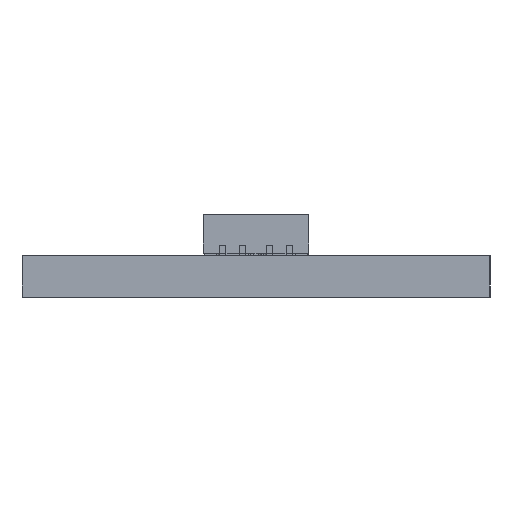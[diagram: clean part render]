
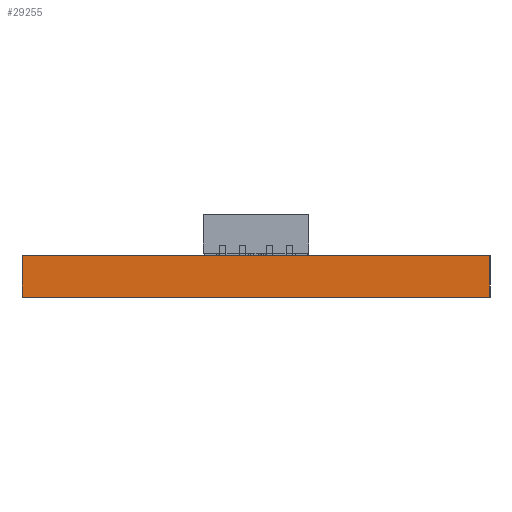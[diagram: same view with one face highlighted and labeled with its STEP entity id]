
A CAD part, left-side view. The second image highlights one B-rep face of the part: STEP entity #29255.
In plain terms, the highlighted planar face has unit normal (-1, 0, 0).
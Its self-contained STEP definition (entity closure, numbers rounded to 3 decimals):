
#1395 = PLANE ( 'NONE',  #18279 ) ;
#1592 = CARTESIAN_POINT ( 'NONE',  ( 0., 0., 1.575 ) ) ;
#2135 = EDGE_CURVE ( 'NONE', #9976, #6737, #2808, .T. ) ;
#2367 = DIRECTION ( 'NONE',  ( 0., 0., -1. ) ) ;
#2808 = LINE ( 'NONE', #8955, #23892 ) ;
#4628 = CARTESIAN_POINT ( 'NONE',  ( 0., 0., 0. ) ) ;
#4723 = VERTEX_POINT ( 'NONE', #34939 ) ;
#5429 = CARTESIAN_POINT ( 'NONE',  ( 0., 0., 1.575 ) ) ;
#6737 = VERTEX_POINT ( 'NONE', #4628 ) ;
#8950 = CARTESIAN_POINT ( 'NONE',  ( 0., 0., 1.575 ) ) ;
#8955 = CARTESIAN_POINT ( 'NONE',  ( 0., 0., 0. ) ) ;
#9150 = DIRECTION ( 'NONE',  ( 0., -1., 0. ) ) ;
#9976 = VERTEX_POINT ( 'NONE', #19884 ) ;
#12149 = LINE ( 'NONE', #39938, #22507 ) ;
#14665 = LINE ( 'NONE', #5429, #23743 ) ;
#17408 = EDGE_CURVE ( 'NONE', #37658, #4723, #40430, .T. ) ;
#18279 = AXIS2_PLACEMENT_3D ( 'NONE', #1592, #26454, #26662 ) ;
#18318 = DIRECTION ( 'NONE',  ( 0., 0., -1. ) ) ;
#19884 = CARTESIAN_POINT ( 'NONE',  ( 0., 17.78, 0. ) ) ;
#20267 = FACE_OUTER_BOUND ( 'NONE', #33455, .T. ) ;
#20729 = EDGE_CURVE ( 'NONE', #37658, #9976, #12149, .T. ) ;
#22507 = VECTOR ( 'NONE', #18318, 1000. ) ;
#23743 = VECTOR ( 'NONE', #2367, 1000. ) ;
#23782 = ORIENTED_EDGE ( 'NONE', *, *, #17408, .F. ) ;
#23892 = VECTOR ( 'NONE', #33661, 1000. ) ;
#26454 = DIRECTION ( 'NONE',  ( 1., 0., 0. ) ) ;
#26662 = DIRECTION ( 'NONE',  ( 0., 0., -1. ) ) ;
#27386 = CARTESIAN_POINT ( 'NONE',  ( 0., 17.78, 1.575 ) ) ;
#28130 = ORIENTED_EDGE ( 'NONE', *, *, #38469, .F. ) ;
#29255 = ADVANCED_FACE ( 'NONE', ( #20267 ), #1395, .F. ) ;
#31532 = ORIENTED_EDGE ( 'NONE', *, *, #20729, .T. ) ;
#33455 = EDGE_LOOP ( 'NONE', ( #36553, #28130, #23782, #31532 ) ) ;
#33661 = DIRECTION ( 'NONE',  ( 0., -1., 0. ) ) ;
#34939 = CARTESIAN_POINT ( 'NONE',  ( 0., 0., 1.575 ) ) ;
#36553 = ORIENTED_EDGE ( 'NONE', *, *, #2135, .T. ) ;
#37658 = VERTEX_POINT ( 'NONE', #27386 ) ;
#38469 = EDGE_CURVE ( 'NONE', #4723, #6737, #14665, .T. ) ;
#39938 = CARTESIAN_POINT ( 'NONE',  ( 0., 17.78, 1.575 ) ) ;
#40290 = VECTOR ( 'NONE', #9150, 1000. ) ;
#40430 = LINE ( 'NONE', #8950, #40290 ) ;
